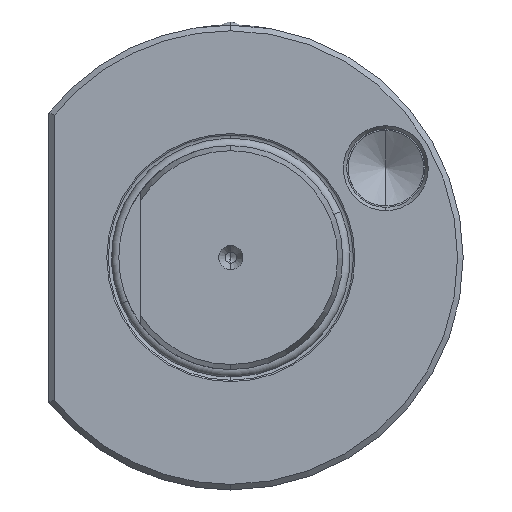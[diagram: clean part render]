
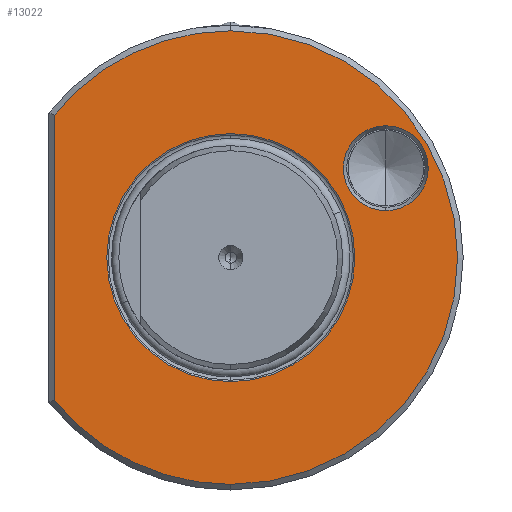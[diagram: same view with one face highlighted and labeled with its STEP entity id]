
A CAD part, left-side view. The second image highlights one B-rep face of the part: STEP entity #13022.
In plain terms, the highlighted planar face has unit normal (-1, 0, 0).
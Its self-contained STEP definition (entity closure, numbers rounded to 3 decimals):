
#720 = CIRCLE ( 'NONE', #38075, 7.577 ) ;
#740 = CIRCLE ( 'NONE', #8837, 40.5 ) ;
#746 = CIRCLE ( 'NONE', #8882, 40.5 ) ;
#777 = CIRCLE ( 'NONE', #8865, 22.15 ) ;
#3153 = EDGE_CURVE ( 'NONE', #24520, #24496, #720, .T. ) ;
#3193 = EDGE_CURVE ( 'NONE', #24624, #24606, #740, .T. ) ;
#3198 = EDGE_CURVE ( 'NONE', #24606, #25550, #746, .T. ) ;
#3217 = EDGE_CURVE ( 'NONE', #24632, #24486, #777, .T. ) ;
#3455 = EDGE_CURVE ( 'NONE', #25550, #24159, #27971, .T. ) ;
#3481 = EDGE_CURVE ( 'NONE', #24496, #24520, #28223, .T. ) ;
#3500 = EDGE_CURVE ( 'NONE', #24624, #24159, #28243, .T. ) ;
#3509 = EDGE_CURVE ( 'NONE', #24486, #24632, #28272, .T. ) ;
#7284 = PLANE ( 'NONE',  #8050 ) ;
#7286 = CARTESIAN_POINT ( 'NONE',  ( 2., 20., 0. ) ) ;
#7287 = DIRECTION ( 'NONE',  ( 1., 0., 0. ) ) ;
#7288 = DIRECTION ( 'NONE',  ( 0., 0., -1. ) ) ;
#8050 = AXIS2_PLACEMENT_3D ( 'NONE', #7286, #7287, #7288 ) ;
#8837 = AXIS2_PLACEMENT_3D ( 'NONE', #34160, #34202, #34168 ) ;
#8865 = AXIS2_PLACEMENT_3D ( 'NONE', #34532, #34547, #34565 ) ;
#8882 = AXIS2_PLACEMENT_3D ( 'NONE', #34156, #34170, #34177 ) ;
#9226 = AXIS2_PLACEMENT_3D ( 'NONE', #39314, #39315, #39313 ) ;
#9353 = AXIS2_PLACEMENT_3D ( 'NONE', #39182, #39161, #39183 ) ;
#9387 = AXIS2_PLACEMENT_3D ( 'NONE', #28947, #28942, #28957 ) ;
#13022 = ADVANCED_FACE ( 'NONE', ( #18818, #18839, #18820 ), #7284, .F. ) ;
#17471 = CARTESIAN_POINT ( 'NONE',  ( 2., -27.68, 23.547 ) ) ;
#17483 = CARTESIAN_POINT ( 'NONE',  ( 2., 0., -22.15 ) ) ;
#17503 = CARTESIAN_POINT ( 'NONE',  ( 2., -27.68, 8.393 ) ) ;
#17545 = CARTESIAN_POINT ( 'NONE',  ( 2., 0., 40.5 ) ) ;
#17619 = CARTESIAN_POINT ( 'NONE',  ( 2., 0., -40.5 ) ) ;
#17621 = CARTESIAN_POINT ( 'NONE',  ( 2., 31.5, 25.456 ) ) ;
#17631 = CARTESIAN_POINT ( 'NONE',  ( 2., 0., 22.15 ) ) ;
#18100 = CARTESIAN_POINT ( 'NONE',  ( 2., 31.5, -25.456 ) ) ;
#18818 = FACE_BOUND ( 'NONE', #24958, .T. ) ;
#18820 = FACE_OUTER_BOUND ( 'NONE', #25206, .T. ) ;
#18839 = FACE_BOUND ( 'NONE', #25063, .T. ) ;
#24159 = VERTEX_POINT ( 'NONE', #18100 ) ;
#24486 = VERTEX_POINT ( 'NONE', #17483 ) ;
#24496 = VERTEX_POINT ( 'NONE', #17503 ) ;
#24520 = VERTEX_POINT ( 'NONE', #17471 ) ;
#24606 = VERTEX_POINT ( 'NONE', #17545 ) ;
#24624 = VERTEX_POINT ( 'NONE', #17621 ) ;
#24632 = VERTEX_POINT ( 'NONE', #17631 ) ;
#24958 = EDGE_LOOP ( 'NONE', ( #28257, #28229 ) ) ;
#25063 = EDGE_LOOP ( 'NONE', ( #28249, #28276 ) ) ;
#25206 = EDGE_LOOP ( 'NONE', ( #28248, #28218, #28231, #28307 ) ) ;
#25550 = VERTEX_POINT ( 'NONE', #17619 ) ;
#27971 = CIRCLE ( 'NONE', #9353, 40.5 ) ;
#28215 = VECTOR ( 'NONE', #28905, 1000. ) ;
#28218 = ORIENTED_EDGE ( 'NONE', *, *, #3500, .T. ) ;
#28223 = CIRCLE ( 'NONE', #9226, 7.577 ) ;
#28229 = ORIENTED_EDGE ( 'NONE', *, *, #3509, .T. ) ;
#28231 = ORIENTED_EDGE ( 'NONE', *, *, #3455, .F. ) ;
#28243 = LINE ( 'NONE', #28902, #28215 ) ;
#28248 = ORIENTED_EDGE ( 'NONE', *, *, #3193, .F. ) ;
#28249 = ORIENTED_EDGE ( 'NONE', *, *, #3153, .T. ) ;
#28257 = ORIENTED_EDGE ( 'NONE', *, *, #3217, .T. ) ;
#28272 = CIRCLE ( 'NONE', #9387, 22.15 ) ;
#28276 = ORIENTED_EDGE ( 'NONE', *, *, #3481, .T. ) ;
#28307 = ORIENTED_EDGE ( 'NONE', *, *, #3198, .F. ) ;
#28902 = CARTESIAN_POINT ( 'NONE',  ( 2., 31.5, -24.166 ) ) ;
#28905 = DIRECTION ( 'NONE',  ( 0., 0., -1. ) ) ;
#28942 = DIRECTION ( 'NONE',  ( 1., 0., 0. ) ) ;
#28947 = CARTESIAN_POINT ( 'NONE',  ( 2., 0., 0. ) ) ;
#28957 = DIRECTION ( 'NONE',  ( 0., 0., -1. ) ) ;
#34156 = CARTESIAN_POINT ( 'NONE',  ( 2., 0., 0. ) ) ;
#34160 = CARTESIAN_POINT ( 'NONE',  ( 2., 0., 0. ) ) ;
#34168 = DIRECTION ( 'NONE',  ( 0., 0., -1. ) ) ;
#34170 = DIRECTION ( 'NONE',  ( 1., 0., 0. ) ) ;
#34177 = DIRECTION ( 'NONE',  ( 0., 0., -1. ) ) ;
#34202 = DIRECTION ( 'NONE',  ( 1., 0., 0. ) ) ;
#34532 = CARTESIAN_POINT ( 'NONE',  ( 2., 0., 0. ) ) ;
#34547 = DIRECTION ( 'NONE',  ( 1., 0., 0. ) ) ;
#34565 = DIRECTION ( 'NONE',  ( 0., 0., -1. ) ) ;
#35662 = DIRECTION ( 'NONE',  ( 0., 0., -1. ) ) ;
#35664 = CARTESIAN_POINT ( 'NONE',  ( 2., -27.68, 15.97 ) ) ;
#35673 = DIRECTION ( 'NONE',  ( 1., 0., 0. ) ) ;
#38075 = AXIS2_PLACEMENT_3D ( 'NONE', #35664, #35673, #35662 ) ;
#39161 = DIRECTION ( 'NONE',  ( 1., 0., 0. ) ) ;
#39182 = CARTESIAN_POINT ( 'NONE',  ( 2., 0., 0. ) ) ;
#39183 = DIRECTION ( 'NONE',  ( 0., 0., -1. ) ) ;
#39313 = DIRECTION ( 'NONE',  ( 0., 0., -1. ) ) ;
#39314 = CARTESIAN_POINT ( 'NONE',  ( 2., -27.68, 15.97 ) ) ;
#39315 = DIRECTION ( 'NONE',  ( 1., 0., 0. ) ) ;
